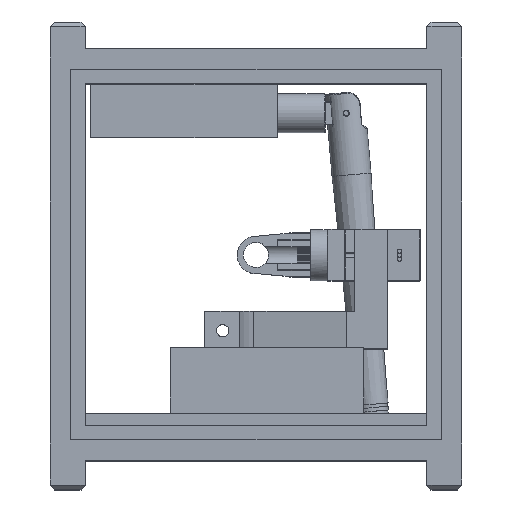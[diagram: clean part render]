
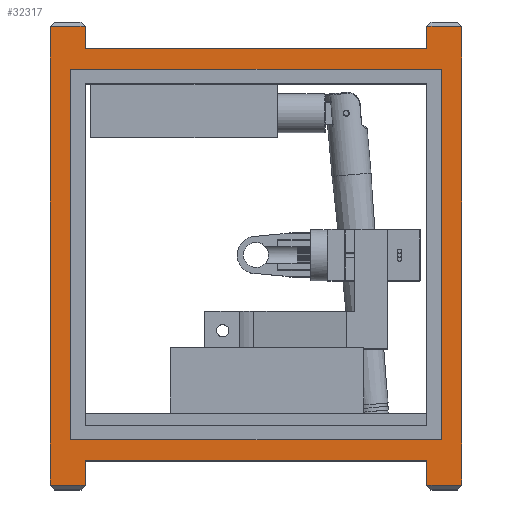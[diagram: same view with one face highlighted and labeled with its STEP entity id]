
A CAD part, top view. The second image highlights one B-rep face of the part: STEP entity #32317.
In plain terms, the highlighted planar face has unit normal (0, 0, 1).
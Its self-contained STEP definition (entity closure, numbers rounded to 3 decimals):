
#2814=FACE_BOUND('',#7148,.T.);
#3529=PLANE('',#33810);
#5266=FACE_OUTER_BOUND('',#7147,.T.);
#7147=EDGE_LOOP('',(#29928,#29929,#29930,#29931,#29932,#29933,#29934,#29935,
#29936,#29937,#29938,#29939,#29940,#29941,#29942,#29943,#29944,#29945,#29946,
#29947));
#7148=EDGE_LOOP('',(#29948,#29949,#29950,#29951));
#9555=LINE('',#65021,#12234);
#9559=LINE('',#65029,#12238);
#9562=LINE('',#65035,#12241);
#9565=LINE('',#65040,#12244);
#9664=LINE('',#65236,#12343);
#9665=LINE('',#65238,#12344);
#9666=LINE('',#65240,#12345);
#9667=LINE('',#65242,#12346);
#9668=LINE('',#65244,#12347);
#9680=LINE('',#65266,#12359);
#9685=LINE('',#65275,#12364);
#9686=LINE('',#65278,#12365);
#9691=LINE('',#65288,#12370);
#9693=LINE('',#65292,#12372);
#9712=LINE('',#65327,#12391);
#9721=LINE('',#65345,#12400);
#9742=LINE('',#65390,#12421);
#9743=LINE('',#65393,#12422);
#9744=LINE('',#65395,#12423);
#9745=LINE('',#65397,#12424);
#9746=LINE('',#65399,#12425);
#9747=LINE('',#65401,#12426);
#9748=LINE('',#65403,#12427);
#9749=LINE('',#65404,#12428);
#12234=VECTOR('',#38794,10.);
#12238=VECTOR('',#38800,10.);
#12241=VECTOR('',#38805,10.);
#12244=VECTOR('',#38810,10.);
#12343=VECTOR('',#38969,10.);
#12344=VECTOR('',#38970,10.);
#12345=VECTOR('',#38971,10.);
#12346=VECTOR('',#38972,10.);
#12347=VECTOR('',#38973,10.);
#12359=VECTOR('',#38993,10.);
#12364=VECTOR('',#39002,10.);
#12365=VECTOR('',#39005,10.);
#12370=VECTOR('',#39014,10.);
#12372=VECTOR('',#39018,10.);
#12391=VECTOR('',#39059,10.);
#12400=VECTOR('',#39078,10.);
#12421=VECTOR('',#39127,10.);
#12422=VECTOR('',#39130,10.);
#12423=VECTOR('',#39131,10.);
#12424=VECTOR('',#39132,10.);
#12425=VECTOR('',#39133,10.);
#12426=VECTOR('',#39134,10.);
#12427=VECTOR('',#39135,10.);
#12428=VECTOR('',#39136,10.);
#15906=VERTEX_POINT('',#65019);
#15907=VERTEX_POINT('',#65020);
#15910=VERTEX_POINT('',#65028);
#15912=VERTEX_POINT('',#65034);
#15979=VERTEX_POINT('',#65233);
#15980=VERTEX_POINT('',#65235);
#15981=VERTEX_POINT('',#65237);
#15982=VERTEX_POINT('',#65239);
#15983=VERTEX_POINT('',#65241);
#15984=VERTEX_POINT('',#65243);
#15989=VERTEX_POINT('',#65263);
#15990=VERTEX_POINT('',#65265);
#15992=VERTEX_POINT('',#65273);
#15993=VERTEX_POINT('',#65277);
#15995=VERTEX_POINT('',#65285);
#15996=VERTEX_POINT('',#65287);
#15997=VERTEX_POINT('',#65291);
#16016=VERTEX_POINT('',#65388);
#16017=VERTEX_POINT('',#65392);
#16018=VERTEX_POINT('',#65394);
#16019=VERTEX_POINT('',#65396);
#16020=VERTEX_POINT('',#65398);
#16021=VERTEX_POINT('',#65400);
#16022=VERTEX_POINT('',#65402);
#20500=EDGE_CURVE('',#15906,#15907,#9555,.T.);
#20504=EDGE_CURVE('',#15910,#15906,#9559,.T.);
#20507=EDGE_CURVE('',#15912,#15910,#9562,.T.);
#20510=EDGE_CURVE('',#15907,#15912,#9565,.T.);
#20609=EDGE_CURVE('',#15980,#15979,#9664,.T.);
#20610=EDGE_CURVE('',#15981,#15980,#9665,.T.);
#20611=EDGE_CURVE('',#15982,#15981,#9666,.T.);
#20612=EDGE_CURVE('',#15983,#15982,#9667,.T.);
#20613=EDGE_CURVE('',#15984,#15983,#9668,.T.);
#20625=EDGE_CURVE('',#15989,#15990,#9680,.T.);
#20630=EDGE_CURVE('',#15992,#15989,#9685,.T.);
#20631=EDGE_CURVE('',#15993,#15990,#9686,.T.);
#20636=EDGE_CURVE('',#15996,#15995,#9691,.T.);
#20638=EDGE_CURVE('',#15996,#15997,#9693,.T.);
#20657=EDGE_CURVE('',#15997,#15979,#9712,.T.);
#20666=EDGE_CURVE('',#15984,#15992,#9721,.T.);
#20687=EDGE_CURVE('',#15995,#16016,#9742,.T.);
#20688=EDGE_CURVE('',#16017,#16016,#9743,.T.);
#20689=EDGE_CURVE('',#16018,#16017,#9744,.T.);
#20690=EDGE_CURVE('',#16019,#16018,#9745,.T.);
#20691=EDGE_CURVE('',#16020,#16019,#9746,.T.);
#20692=EDGE_CURVE('',#16021,#16020,#9747,.T.);
#20693=EDGE_CURVE('',#16022,#16021,#9748,.T.);
#20694=EDGE_CURVE('',#15993,#16022,#9749,.T.);
#29928=ORIENTED_EDGE('',*,*,#20625,.F.);
#29929=ORIENTED_EDGE('',*,*,#20630,.F.);
#29930=ORIENTED_EDGE('',*,*,#20666,.F.);
#29931=ORIENTED_EDGE('',*,*,#20613,.T.);
#29932=ORIENTED_EDGE('',*,*,#20612,.T.);
#29933=ORIENTED_EDGE('',*,*,#20611,.T.);
#29934=ORIENTED_EDGE('',*,*,#20610,.T.);
#29935=ORIENTED_EDGE('',*,*,#20609,.T.);
#29936=ORIENTED_EDGE('',*,*,#20657,.F.);
#29937=ORIENTED_EDGE('',*,*,#20638,.F.);
#29938=ORIENTED_EDGE('',*,*,#20636,.T.);
#29939=ORIENTED_EDGE('',*,*,#20687,.T.);
#29940=ORIENTED_EDGE('',*,*,#20688,.F.);
#29941=ORIENTED_EDGE('',*,*,#20689,.F.);
#29942=ORIENTED_EDGE('',*,*,#20690,.F.);
#29943=ORIENTED_EDGE('',*,*,#20691,.F.);
#29944=ORIENTED_EDGE('',*,*,#20692,.F.);
#29945=ORIENTED_EDGE('',*,*,#20693,.F.);
#29946=ORIENTED_EDGE('',*,*,#20694,.F.);
#29947=ORIENTED_EDGE('',*,*,#20631,.T.);
#29948=ORIENTED_EDGE('',*,*,#20500,.T.);
#29949=ORIENTED_EDGE('',*,*,#20510,.T.);
#29950=ORIENTED_EDGE('',*,*,#20507,.T.);
#29951=ORIENTED_EDGE('',*,*,#20504,.T.);
#32317=ADVANCED_FACE('',(#5266,#2814),#3529,.T.);
#33810=AXIS2_PLACEMENT_3D('',#65391,#39128,#39129);
#38794=DIRECTION('',(0.,1.,0.));
#38800=DIRECTION('',(-1.,0.,0.));
#38805=DIRECTION('',(0.,-1.,0.));
#38810=DIRECTION('',(1.,0.,0.));
#38969=DIRECTION('',(0.,1.,0.));
#38970=DIRECTION('',(0.,1.,0.));
#38971=DIRECTION('',(0.,1.,0.));
#38972=DIRECTION('',(0.,1.,0.));
#38973=DIRECTION('',(0.,1.,0.));
#38993=DIRECTION('',(-1.,0.,0.));
#39002=DIRECTION('',(0.,1.,0.));
#39005=DIRECTION('',(0.,1.,0.));
#39014=DIRECTION('',(-1.,0.,0.));
#39018=DIRECTION('',(0.,1.,0.));
#39059=DIRECTION('',(1.,0.,0.));
#39078=DIRECTION('',(-1.,0.,0.));
#39127=DIRECTION('',(0.,1.,0.));
#39128=DIRECTION('center_axis',(0.,0.,1.));
#39129=DIRECTION('ref_axis',(1.,0.,0.));
#39130=DIRECTION('',(1.,0.,0.));
#39131=DIRECTION('',(0.,1.,0.));
#39132=DIRECTION('',(0.,1.,0.));
#39133=DIRECTION('',(0.,1.,0.));
#39134=DIRECTION('',(0.,1.,0.));
#39135=DIRECTION('',(0.,1.,0.));
#39136=DIRECTION('',(-1.,0.,0.));
#65019=CARTESIAN_POINT('',(5.,12.,100.));
#65020=CARTESIAN_POINT('',(5.,102.,100.));
#65021=CARTESIAN_POINT('',(5.,6.,100.));
#65028=CARTESIAN_POINT('',(95.,12.,100.));
#65029=CARTESIAN_POINT('',(47.5,12.,100.));
#65034=CARTESIAN_POINT('',(95.,102.,100.));
#65035=CARTESIAN_POINT('',(95.,51.,100.));
#65040=CARTESIAN_POINT('',(2.5,102.,100.));
#65233=CARTESIAN_POINT('',(100.,112.5,100.));
#65235=CARTESIAN_POINT('',(100.,107.,100.));
#65236=CARTESIAN_POINT('',(100.,0.,100.));
#65237=CARTESIAN_POINT('',(100.,98.5,100.));
#65238=CARTESIAN_POINT('',(100.,0.,100.));
#65239=CARTESIAN_POINT('',(100.,15.5,100.));
#65240=CARTESIAN_POINT('',(100.,0.,100.));
#65241=CARTESIAN_POINT('',(100.,7.,100.));
#65242=CARTESIAN_POINT('',(100.,0.,100.));
#65243=CARTESIAN_POINT('',(100.,1.,100.));
#65244=CARTESIAN_POINT('',(100.,0.,100.));
#65263=CARTESIAN_POINT('',(91.5,7.,100.));
#65265=CARTESIAN_POINT('',(8.5,7.,100.));
#65266=CARTESIAN_POINT('',(100.,7.,100.));
#65273=CARTESIAN_POINT('',(91.5,1.,100.));
#65275=CARTESIAN_POINT('',(91.5,0.,100.));
#65277=CARTESIAN_POINT('',(8.5,1.,100.));
#65278=CARTESIAN_POINT('',(8.5,0.,100.));
#65285=CARTESIAN_POINT('',(8.5,107.,100.));
#65287=CARTESIAN_POINT('',(91.5,107.,100.));
#65288=CARTESIAN_POINT('',(100.,107.,100.));
#65291=CARTESIAN_POINT('',(91.5,112.5,100.));
#65292=CARTESIAN_POINT('',(91.5,0.,100.));
#65327=CARTESIAN_POINT('',(93.625,112.5,100.));
#65345=CARTESIAN_POINT('',(93.625,1.,100.));
#65388=CARTESIAN_POINT('',(8.5,112.5,100.));
#65390=CARTESIAN_POINT('',(8.5,0.,100.));
#65391=CARTESIAN_POINT('Origin',(0.,0.,100.));
#65392=CARTESIAN_POINT('',(0.,112.5,100.));
#65393=CARTESIAN_POINT('',(2.125,112.5,100.));
#65394=CARTESIAN_POINT('',(0.,107.,100.));
#65395=CARTESIAN_POINT('',(0.,0.,100.));
#65396=CARTESIAN_POINT('',(0.,98.5,100.));
#65397=CARTESIAN_POINT('',(0.,0.,100.));
#65398=CARTESIAN_POINT('',(0.,15.5,100.));
#65399=CARTESIAN_POINT('',(0.,0.,100.));
#65400=CARTESIAN_POINT('',(0.,7.,100.));
#65401=CARTESIAN_POINT('',(0.,0.,100.));
#65402=CARTESIAN_POINT('',(0.,1.,100.));
#65403=CARTESIAN_POINT('',(0.,0.,100.));
#65404=CARTESIAN_POINT('',(2.125,1.,100.));
